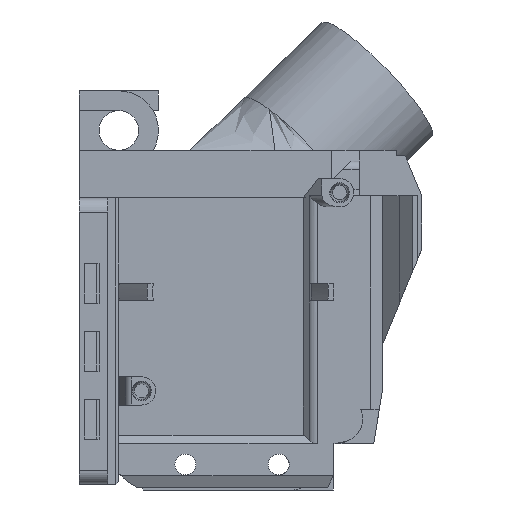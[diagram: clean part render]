
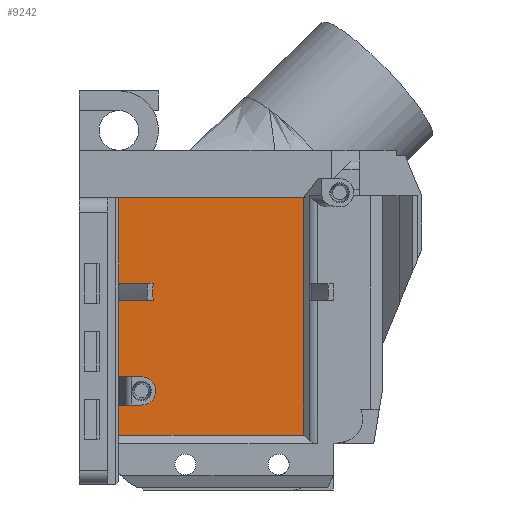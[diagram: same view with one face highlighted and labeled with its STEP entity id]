
A CAD part, left-side view. The second image highlights one B-rep face of the part: STEP entity #9242.
In plain terms, the highlighted planar face has unit normal (-1, 0, 0).
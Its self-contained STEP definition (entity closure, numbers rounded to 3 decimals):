
#134=FACE_BOUND('',#1449,.T.);
#450=PLANE('',#9990);
#917=FACE_OUTER_BOUND('',#1448,.T.);
#1448=EDGE_LOOP('',(#8337,#8338,#8339,#8340,#8341,#8342,#8343,#8344,#8345,
#8346));
#1449=EDGE_LOOP('',(#8347,#8348,#8349,#8350));
#1736=CIRCLE('',#9837,15.5);
#1737=CIRCLE('',#9841,2.5);
#1743=CIRCLE('',#9881,21.5);
#1744=CIRCLE('',#9882,21.5);
#2374=LINE('',#16922,#3307);
#2376=LINE('',#16928,#3309);
#2564=LINE('',#17646,#3497);
#2567=LINE('',#17657,#3500);
#2568=LINE('',#17664,#3501);
#2572=LINE('',#17673,#3505);
#2574=LINE('',#17676,#3507);
#2583=LINE('',#17695,#3516);
#2746=LINE('',#18090,#3679);
#2747=LINE('',#18092,#3680);
#3307=VECTOR('',#11192,10.);
#3309=VECTOR('',#11196,10.);
#3497=VECTOR('',#11776,10.);
#3500=VECTOR('',#11785,10.);
#3501=VECTOR('',#11788,10.);
#3505=VECTOR('',#11798,10.);
#3507=VECTOR('',#11802,10.);
#3516=VECTOR('',#11829,10.);
#3679=VECTOR('',#12266,10.);
#3680=VECTOR('',#12269,10.);
#4284=VERTEX_POINT('',#16919);
#4285=VERTEX_POINT('',#16921);
#4287=VERTEX_POINT('',#16925);
#4288=VERTEX_POINT('',#16927);
#4487=VERTEX_POINT('',#17644);
#4488=VERTEX_POINT('',#17645);
#4489=VERTEX_POINT('',#17652);
#4490=VERTEX_POINT('',#17656);
#4491=VERTEX_POINT('',#17662);
#4492=VERTEX_POINT('',#17663);
#4493=VERTEX_POINT('',#17668);
#4494=VERTEX_POINT('',#17672);
#4495=VERTEX_POINT('',#17694);
#4584=VERTEX_POINT('',#18088);
#5353=EDGE_CURVE('',#4285,#4284,#2374,.T.);
#5356=EDGE_CURVE('',#4288,#4287,#2376,.T.);
#5658=EDGE_CURVE('',#4487,#4488,#2564,.T.);
#5661=EDGE_CURVE('',#4489,#4487,#1736,.T.);
#5663=EDGE_CURVE('',#4490,#4489,#2567,.T.);
#5665=EDGE_CURVE('',#4491,#4492,#2568,.T.);
#5668=EDGE_CURVE('',#4493,#4492,#1737,.T.);
#5670=EDGE_CURVE('',#4494,#4493,#2572,.T.);
#5672=EDGE_CURVE('',#4491,#4494,#2574,.T.);
#5681=EDGE_CURVE('',#4495,#4284,#2583,.T.);
#5717=EDGE_CURVE('',#4287,#4490,#1743,.T.);
#5718=EDGE_CURVE('',#4488,#4285,#1744,.T.);
#5885=EDGE_CURVE('',#4495,#4584,#2746,.T.);
#5886=EDGE_CURVE('',#4288,#4584,#2747,.T.);
#8337=ORIENTED_EDGE('',*,*,#5718,.T.);
#8338=ORIENTED_EDGE('',*,*,#5353,.T.);
#8339=ORIENTED_EDGE('',*,*,#5681,.F.);
#8340=ORIENTED_EDGE('',*,*,#5885,.T.);
#8341=ORIENTED_EDGE('',*,*,#5886,.F.);
#8342=ORIENTED_EDGE('',*,*,#5356,.T.);
#8343=ORIENTED_EDGE('',*,*,#5717,.T.);
#8344=ORIENTED_EDGE('',*,*,#5663,.T.);
#8345=ORIENTED_EDGE('',*,*,#5661,.T.);
#8346=ORIENTED_EDGE('',*,*,#5658,.T.);
#8347=ORIENTED_EDGE('',*,*,#5672,.T.);
#8348=ORIENTED_EDGE('',*,*,#5670,.T.);
#8349=ORIENTED_EDGE('',*,*,#5668,.T.);
#8350=ORIENTED_EDGE('',*,*,#5665,.F.);
#9242=ADVANCED_FACE('',(#917,#134),#450,.T.);
#9837=AXIS2_PLACEMENT_3D('',#17653,#11780,#11781);
#9841=AXIS2_PLACEMENT_3D('',#17669,#11793,#11794);
#9881=AXIS2_PLACEMENT_3D('',#17758,#11916,#11917);
#9882=AXIS2_PLACEMENT_3D('',#17759,#11918,#11919);
#9990=AXIS2_PLACEMENT_3D('',#18091,#12267,#12268);
#11192=DIRECTION('',(0.,0.,-1.));
#11196=DIRECTION('',(0.,0.,-1.));
#11776=DIRECTION('',(0.,1.,0.));
#11780=DIRECTION('center_axis',(-1.,0.,0.));
#11781=DIRECTION('ref_axis',(0.,-1.,0.));
#11785=DIRECTION('',(0.,-1.,0.));
#11788=DIRECTION('',(0.,-1.,0.));
#11793=DIRECTION('center_axis',(1.,0.,0.));
#11794=DIRECTION('ref_axis',(0.,-1.,0.));
#11798=DIRECTION('',(0.,-1.,0.));
#11802=DIRECTION('',(0.,0.,1.));
#11829=DIRECTION('',(0.,1.,0.));
#11916=DIRECTION('center_axis',(1.,0.,0.));
#11917=DIRECTION('ref_axis',(0.,1.,0.));
#11918=DIRECTION('center_axis',(1.,0.,0.));
#11919=DIRECTION('ref_axis',(0.,1.,0.));
#12266=DIRECTION('',(0.,0.,1.));
#12267=DIRECTION('center_axis',(-1.,0.,0.));
#12268=DIRECTION('ref_axis',(0.,-1.,0.));
#12269=DIRECTION('',(0.,-1.,0.));
#16919=CARTESIAN_POINT('',(-22.,20.,10.711));
#16921=CARTESIAN_POINT('',(-22.,20.,35.999));
#16922=CARTESIAN_POINT('',(-22.,20.,46.98));
#16925=CARTESIAN_POINT('',(-22.,20.,36.001));
#16927=CARTESIAN_POINT('',(-22.,20.,52.6));
#16928=CARTESIAN_POINT('',(-22.,20.,46.98));
#17644=CARTESIAN_POINT('',(-22.,13.927,34.5));
#17645=CARTESIAN_POINT('',(-22.,19.948,34.5));
#17646=CARTESIAN_POINT('',(-22.,1.214,34.5));
#17652=CARTESIAN_POINT('',(-22.,13.927,37.5));
#17653=CARTESIAN_POINT('Origin',(-22.,-1.5,36.));
#17656=CARTESIAN_POINT('',(-22.,19.948,37.5));
#17657=CARTESIAN_POINT('',(-22.,1.716,37.5));
#17662=CARTESIAN_POINT('',(-22.,19.9,16.));
#17663=CARTESIAN_POINT('',(-22.,16.,16.));
#17664=CARTESIAN_POINT('',(-22.,3.5,16.));
#17668=CARTESIAN_POINT('',(-22.,15.751,20.988));
#17669=CARTESIAN_POINT('Origin',(-22.,16.,18.5));
#17672=CARTESIAN_POINT('',(-22.,19.9,20.988));
#17673=CARTESIAN_POINT('',(-22.,-1.968,20.988));
#17676=CARTESIAN_POINT('',(-22.,19.9,36.453));
#17694=CARTESIAN_POINT('',(-22.,-12.603,10.711));
#17695=CARTESIAN_POINT('',(-22.,-11.216,10.711));
#17758=CARTESIAN_POINT('Origin',(-22.,-1.5,36.));
#17759=CARTESIAN_POINT('Origin',(-22.,-1.5,36.));
#18088=CARTESIAN_POINT('',(-22.,-12.603,52.6));
#18090=CARTESIAN_POINT('',(-22.,-12.603,26.869));
#18091=CARTESIAN_POINT('Origin',(-22.,-11.5,32.406));
#18092=CARTESIAN_POINT('',(-22.,-5.125,52.6));
